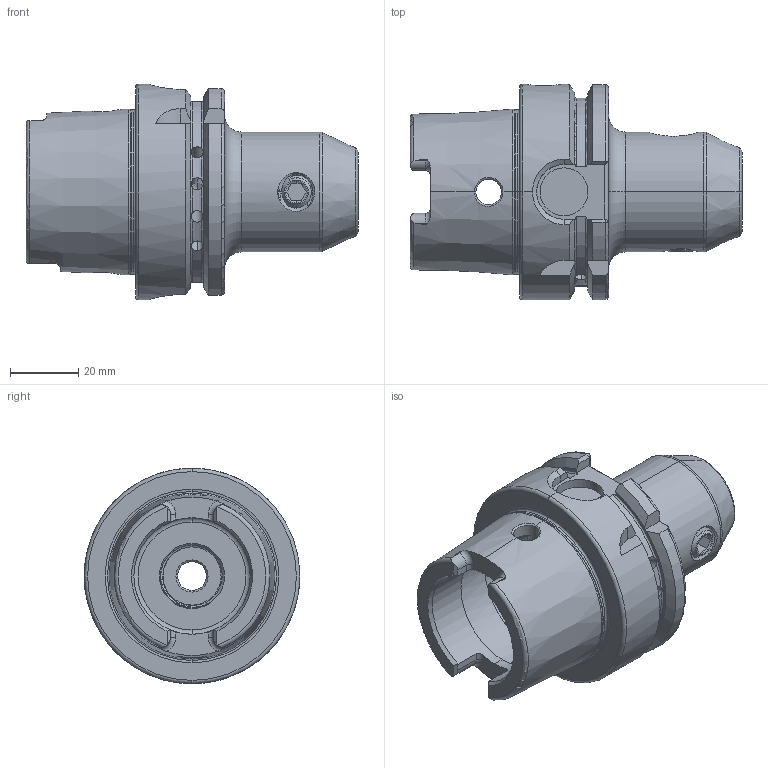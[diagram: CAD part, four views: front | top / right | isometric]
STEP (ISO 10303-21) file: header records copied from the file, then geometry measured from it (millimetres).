
FILE_DESCRIPTION (( 'STEP AP203' ), '1' );
FILE_NAME ('A63.04.10.STEP', '2016-09-01T05:09:07', ( '' ), ( '' ), 'SwSTEP 2.0', 'SolidWorks 2012', '' );
FILE_SCHEMA (( 'CONFIG_CONTROL_DESIGN' ));
Length unit declared in the file: millimetre
Products named in the file (3): A63.04.10; 側固10_M10x1.5_12L
Assembly tree (2 placements, depth 2):
  A63.04.10
    A63.04.10
    側固10_M10x1.5_12L
Bounding box: 97 x 63 x 63 mm (x, y, z)
Volume: 111538.2 mm3; surface area: 29702.7 mm2
Topology: 2 solids, 2 shells, 298 faces, 799 edges, 504 vertices
Faces by surface type: cylinder 112, plane 69, cone 43, bspline 37, torus 35, sphere 2
Entity records: 30169 total; most frequent: CARTESIAN_POINT 23255, ORIENTED_EDGE 1574, DIRECTION 1160, EDGE_CURVE 787, VERTEX_POINT 504, AXIS2_PLACEMENT_3D 460, EDGE_LOOP 317, ADVANCED_FACE 298
